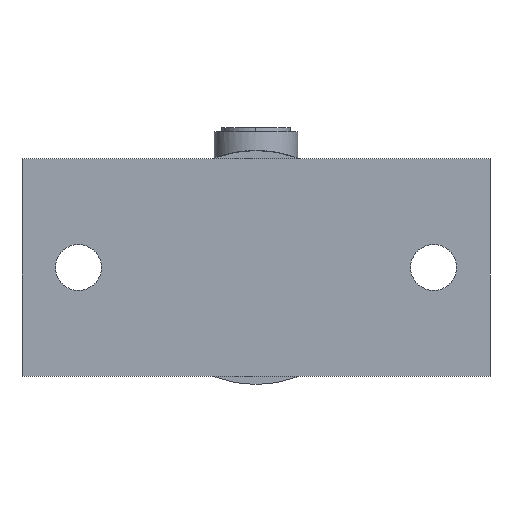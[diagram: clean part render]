
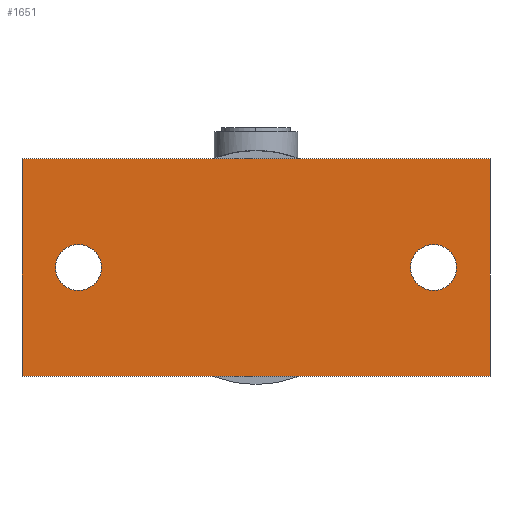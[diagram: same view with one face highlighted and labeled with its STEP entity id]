
A CAD part, front view. The second image highlights one B-rep face of the part: STEP entity #1651.
In plain terms, the highlighted planar face has unit normal (0, -1, 0).
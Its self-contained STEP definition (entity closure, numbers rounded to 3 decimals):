
#31 = EDGE_CURVE ( 'NONE', #1768, #1128, #1722, .T. ) ;
#60 = DIRECTION ( 'NONE',  ( 0., 0., 1. ) ) ;
#62 = PLANE ( 'NONE',  #1917 ) ;
#76 = CARTESIAN_POINT ( 'NONE',  ( 0., 0., 0. ) ) ;
#144 = DIRECTION ( 'NONE',  ( 0., 1., 0. ) ) ;
#159 = CARTESIAN_POINT ( 'NONE',  ( -42.5, 0., 5.5 ) ) ;
#213 = EDGE_CURVE ( 'NONE', #2241, #1586, #1555, .T. ) ;
#440 = EDGE_CURVE ( 'NONE', #1128, #1768, #1281, .T. ) ;
#445 = EDGE_CURVE ( 'NONE', #1586, #2241, #1288, .T. ) ;
#460 = CARTESIAN_POINT ( 'NONE',  ( -56., 0., -26. ) ) ;
#477 = EDGE_CURVE ( 'NONE', #648, #2329, #1294, .T. ) ;
#510 = EDGE_CURVE ( 'NONE', #843, #648, #1228, .T. ) ;
#518 = EDGE_CURVE ( 'NONE', #1212, #843, #1208, .T. ) ;
#525 = FACE_BOUND ( 'NONE', #2020, .T. ) ;
#541 = EDGE_CURVE ( 'NONE', #2329, #1212, #611, .T. ) ;
#594 = CARTESIAN_POINT ( 'NONE',  ( 42.5, 0., 5.5 ) ) ;
#607 = VECTOR ( 'NONE', #1187, 1000. ) ;
#611 = LINE ( 'NONE', #1181, #1204 ) ;
#648 = VERTEX_POINT ( 'NONE', #1079 ) ;
#834 = FACE_OUTER_BOUND ( 'NONE', #2002, .T. ) ;
#843 = VERTEX_POINT ( 'NONE', #2411 ) ;
#859 = FACE_BOUND ( 'NONE', #2072, .T. ) ;
#1079 = CARTESIAN_POINT ( 'NONE',  ( 56., 0., 26. ) ) ;
#1128 = VERTEX_POINT ( 'NONE', #594 ) ;
#1176 = DIRECTION ( 'NONE',  ( -1., 0., 0. ) ) ;
#1181 = CARTESIAN_POINT ( 'NONE',  ( -56., 0., -26. ) ) ;
#1187 = DIRECTION ( 'NONE',  ( 0., 0., 1. ) ) ;
#1204 = VECTOR ( 'NONE', #1176, 1000. ) ;
#1205 = DIRECTION ( 'NONE',  ( 1., 0., 0. ) ) ;
#1208 = LINE ( 'NONE', #1250, #607 ) ;
#1212 = VERTEX_POINT ( 'NONE', #460 ) ;
#1218 = CARTESIAN_POINT ( 'NONE',  ( -56., 0., 26. ) ) ;
#1220 = VECTOR ( 'NONE', #1205, 1000. ) ;
#1228 = LINE ( 'NONE', #1218, #1220 ) ;
#1250 = CARTESIAN_POINT ( 'NONE',  ( -56., 0., -26. ) ) ;
#1251 = ORIENTED_EDGE ( 'NONE', *, *, #31, .T. ) ;
#1261 = VECTOR ( 'NONE', #1271, 1000. ) ;
#1269 = CARTESIAN_POINT ( 'NONE',  ( 56., 0., -26. ) ) ;
#1271 = DIRECTION ( 'NONE',  ( 0., 0., -1. ) ) ;
#1273 = DIRECTION ( 'NONE',  ( 0., 0., 1. ) ) ;
#1276 = DIRECTION ( 'NONE',  ( 0., 1., 0. ) ) ;
#1277 = ORIENTED_EDGE ( 'NONE', *, *, #440, .T. ) ;
#1281 = CIRCLE ( 'NONE', #2017, 5.5 ) ;
#1283 = CARTESIAN_POINT ( 'NONE',  ( -42.5, 0., 0. ) ) ;
#1288 = CIRCLE ( 'NONE', #2642, 5.5 ) ;
#1291 = DIRECTION ( 'NONE',  ( 0., 0., 1. ) ) ;
#1294 = LINE ( 'NONE', #1269, #1261 ) ;
#1295 = DIRECTION ( 'NONE',  ( 0., 1., 0. ) ) ;
#1296 = CARTESIAN_POINT ( 'NONE',  ( 42.5, 0., 0. ) ) ;
#1316 = ORIENTED_EDGE ( 'NONE', *, *, #213, .T. ) ;
#1333 = ORIENTED_EDGE ( 'NONE', *, *, #445, .T. ) ;
#1426 = AXIS2_PLACEMENT_3D ( 'NONE', #2066, #2062, #2061 ) ;
#1555 = CIRCLE ( 'NONE', #2726, 5.5 ) ;
#1586 = VERTEX_POINT ( 'NONE', #159 ) ;
#1621 = DIRECTION ( 'NONE',  ( 0., 0., 1. ) ) ;
#1622 = DIRECTION ( 'NONE',  ( 0., 1., 0. ) ) ;
#1624 = CARTESIAN_POINT ( 'NONE',  ( -42.5, 0., 0. ) ) ;
#1651 = ADVANCED_FACE ( 'NONE', ( #859, #525, #834 ), #62, .F. ) ;
#1722 = CIRCLE ( 'NONE', #1426, 5.5 ) ;
#1768 = VERTEX_POINT ( 'NONE', #2622 ) ;
#1907 = CARTESIAN_POINT ( 'NONE',  ( 56., 0., -26. ) ) ;
#1917 = AXIS2_PLACEMENT_3D ( 'NONE', #76, #144, #60 ) ;
#2002 = EDGE_LOOP ( 'NONE', ( #2383, #2348, #2291, #2353 ) ) ;
#2017 = AXIS2_PLACEMENT_3D ( 'NONE', #1296, #1295, #1291 ) ;
#2020 = EDGE_LOOP ( 'NONE', ( #1316, #1333 ) ) ;
#2061 = DIRECTION ( 'NONE',  ( 0., 0., 1. ) ) ;
#2062 = DIRECTION ( 'NONE',  ( 0., 1., 0. ) ) ;
#2066 = CARTESIAN_POINT ( 'NONE',  ( 42.5, 0., 0. ) ) ;
#2072 = EDGE_LOOP ( 'NONE', ( #1251, #1277 ) ) ;
#2173 = CARTESIAN_POINT ( 'NONE',  ( -42.5, 0., -5.5 ) ) ;
#2241 = VERTEX_POINT ( 'NONE', #2173 ) ;
#2291 = ORIENTED_EDGE ( 'NONE', *, *, #518, .F. ) ;
#2329 = VERTEX_POINT ( 'NONE', #1907 ) ;
#2348 = ORIENTED_EDGE ( 'NONE', *, *, #510, .F. ) ;
#2353 = ORIENTED_EDGE ( 'NONE', *, *, #541, .F. ) ;
#2383 = ORIENTED_EDGE ( 'NONE', *, *, #477, .F. ) ;
#2411 = CARTESIAN_POINT ( 'NONE',  ( -56., 0., 26. ) ) ;
#2622 = CARTESIAN_POINT ( 'NONE',  ( 42.5, 0., -5.5 ) ) ;
#2642 = AXIS2_PLACEMENT_3D ( 'NONE', #1283, #1276, #1273 ) ;
#2726 = AXIS2_PLACEMENT_3D ( 'NONE', #1624, #1622, #1621 ) ;
